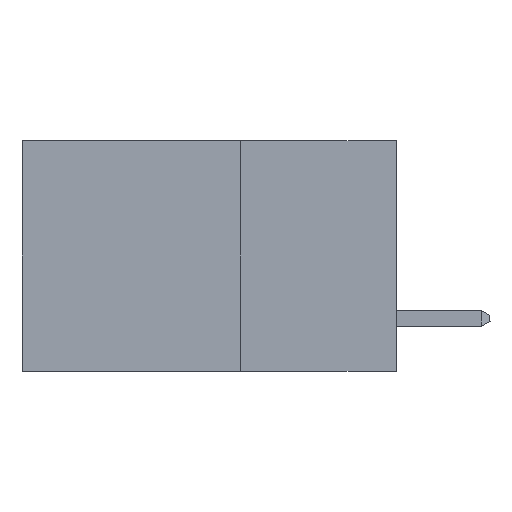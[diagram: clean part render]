
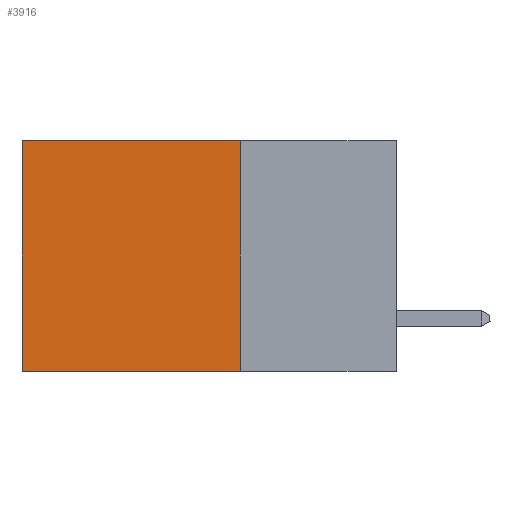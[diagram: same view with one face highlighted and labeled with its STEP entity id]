
A CAD part, left-side view. The second image highlights one B-rep face of the part: STEP entity #3916.
In plain terms, the highlighted planar face has unit normal (-1, 0, 0).
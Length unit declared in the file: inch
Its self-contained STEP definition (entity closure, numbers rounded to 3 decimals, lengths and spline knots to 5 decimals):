
#197 = LINE ( 'NONE', #9996, #7080 ) ;
#967 = DIRECTION ( 'NONE',  ( 0., 0., -1. ) ) ;
#1444 = ORIENTED_EDGE ( 'NONE', *, *, #1697, .T. ) ;
#1697 = EDGE_CURVE ( 'NONE', #1832, #11048, #7550, .T. ) ;
#1832 = VERTEX_POINT ( 'NONE', #3077 ) ;
#2006 = DIRECTION ( 'NONE',  ( 0., 1., 0. ) ) ;
#2123 = ORIENTED_EDGE ( 'NONE', *, *, #5217, .T. ) ;
#2499 = VERTEX_POINT ( 'NONE', #10104 ) ;
#2702 = ORIENTED_EDGE ( 'NONE', *, *, #3487, .F. ) ;
#3074 = CARTESIAN_POINT ( 'NONE',  ( 0.298, 0.25, 0. ) ) ;
#3077 = CARTESIAN_POINT ( 'NONE',  ( 0.298, 0.25, 0. ) ) ;
#3487 = EDGE_CURVE ( 'NONE', #1832, #2499, #11524, .T. ) ;
#3893 = DIRECTION ( 'NONE',  ( 0., 0., -1. ) ) ;
#3916 = ADVANCED_FACE ( 'NONE', ( #7381 ), #11397, .F. ) ;
#5217 = EDGE_CURVE ( 'NONE', #11048, #5387, #197, .T. ) ;
#5256 = VECTOR ( 'NONE', #9704, 39.37008 ) ;
#5387 = VERTEX_POINT ( 'NONE', #5995 ) ;
#5657 = DIRECTION ( 'NONE',  ( 0., 0., -1. ) ) ;
#5975 = VECTOR ( 'NONE', #2006, 39.37008 ) ;
#5995 = CARTESIAN_POINT ( 'NONE',  ( 0.298, 0.6, -0.37 ) ) ;
#6223 = EDGE_LOOP ( 'NONE', ( #2123, #6473, #2702, #1444 ) ) ;
#6407 = EDGE_CURVE ( 'NONE', #2499, #5387, #8289, .T. ) ;
#6473 = ORIENTED_EDGE ( 'NONE', *, *, #6407, .F. ) ;
#6627 = CARTESIAN_POINT ( 'NONE',  ( 0.298, 0.6, 0. ) ) ;
#6844 = VECTOR ( 'NONE', #967, 39.37008 ) ;
#6933 = DIRECTION ( 'NONE',  ( 1., 0., 0. ) ) ;
#7080 = VECTOR ( 'NONE', #3893, 39.37008 ) ;
#7286 = CARTESIAN_POINT ( 'NONE',  ( 0.298, 0.25, -0.37 ) ) ;
#7381 = FACE_OUTER_BOUND ( 'NONE', #6223, .T. ) ;
#7550 = LINE ( 'NONE', #3074, #5256 ) ;
#8289 = LINE ( 'NONE', #7286, #5975 ) ;
#9568 = CARTESIAN_POINT ( 'NONE',  ( 0.298, 0.25, 0. ) ) ;
#9704 = DIRECTION ( 'NONE',  ( 0., 1., 0. ) ) ;
#9996 = CARTESIAN_POINT ( 'NONE',  ( 0.298, 0.6, 0. ) ) ;
#10101 = AXIS2_PLACEMENT_3D ( 'NONE', #9568, #6933, #5657 ) ;
#10104 = CARTESIAN_POINT ( 'NONE',  ( 0.298, 0.25, -0.37 ) ) ;
#10205 = CARTESIAN_POINT ( 'NONE',  ( 0.298, 0.25, 0. ) ) ;
#11048 = VERTEX_POINT ( 'NONE', #6627 ) ;
#11397 = PLANE ( 'NONE',  #10101 ) ;
#11524 = LINE ( 'NONE', #10205, #6844 ) ;
